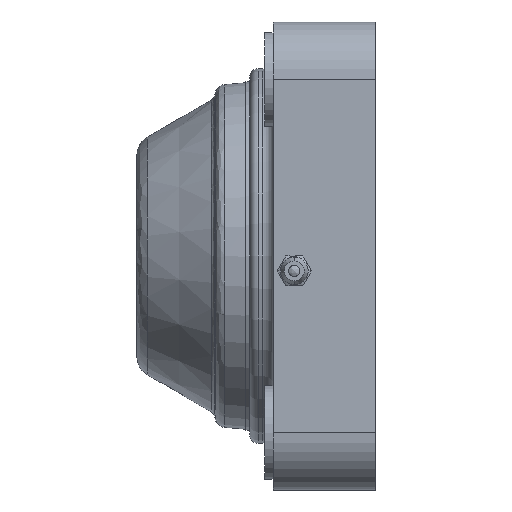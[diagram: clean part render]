
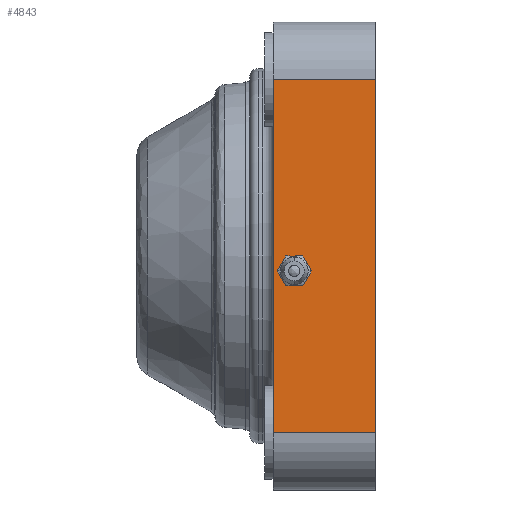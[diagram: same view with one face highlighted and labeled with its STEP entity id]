
A CAD part, left-side view. The second image highlights one B-rep face of the part: STEP entity #4843.
In plain terms, the highlighted planar face has unit normal (-1, 0, 0).
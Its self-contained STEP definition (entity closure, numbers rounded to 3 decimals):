
#339 = CARTESIAN_POINT ( 'NONE',  ( -55., 0., -41.5 ) ) ;
#940 = VERTEX_POINT ( 'NONE', #6095 ) ;
#959 = ORIENTED_EDGE ( 'NONE', *, *, #6114, .F. ) ;
#1032 = CARTESIAN_POINT ( 'NONE',  ( -55., 0., -41.5 ) ) ;
#1304 = DIRECTION ( 'NONE',  ( 0., 1., 0. ) ) ;
#1520 = VERTEX_POINT ( 'NONE', #5039 ) ;
#1539 = EDGE_CURVE ( 'NONE', #940, #1520, #5589, .T. ) ;
#1541 = DIRECTION ( 'NONE',  ( -1., 0., 0. ) ) ;
#1746 = DIRECTION ( 'NONE',  ( 0., 0., 1. ) ) ;
#2212 = DIRECTION ( 'NONE',  ( 0., 0., 1. ) ) ;
#2359 = VECTOR ( 'NONE', #1304, 1000. ) ;
#2360 = VERTEX_POINT ( 'NONE', #339 ) ;
#2433 = FACE_OUTER_BOUND ( 'NONE', #6690, .T. ) ;
#2703 = CARTESIAN_POINT ( 'NONE',  ( -55., 0., 41.5 ) ) ;
#3166 = LINE ( 'NONE', #5802, #2359 ) ;
#3592 = AXIS2_PLACEMENT_3D ( 'NONE', #6409, #1541, #2212 ) ;
#3733 = ORIENTED_EDGE ( 'NONE', *, *, #8065, .F. ) ;
#4178 = DIRECTION ( 'NONE',  ( 0., 0., 1. ) ) ;
#4292 = CARTESIAN_POINT ( 'NONE',  ( -55., -24., -41.5 ) ) ;
#4476 = PLANE ( 'NONE',  #3592 ) ;
#4843 = ADVANCED_FACE ( 'NONE', ( #2433 ), #4476, .T. ) ;
#5039 = CARTESIAN_POINT ( 'NONE',  ( -55., -24., 41.5 ) ) ;
#5568 = LINE ( 'NONE', #1032, #7263 ) ;
#5589 = LINE ( 'NONE', #4292, #8434 ) ;
#5769 = DIRECTION ( 'NONE',  ( 0., 1., 0. ) ) ;
#5802 = CARTESIAN_POINT ( 'NONE',  ( -55., -24., -41.5 ) ) ;
#5890 = VERTEX_POINT ( 'NONE', #2703 ) ;
#6037 = VECTOR ( 'NONE', #5769, 1000. ) ;
#6095 = CARTESIAN_POINT ( 'NONE',  ( -55., -24., -41.5 ) ) ;
#6114 = EDGE_CURVE ( 'NONE', #940, #2360, #3166, .T. ) ;
#6353 = ORIENTED_EDGE ( 'NONE', *, *, #8503, .T. ) ;
#6409 = CARTESIAN_POINT ( 'NONE',  ( -55., -24., -41.5 ) ) ;
#6460 = CARTESIAN_POINT ( 'NONE',  ( -55., -24., 41.5 ) ) ;
#6690 = EDGE_LOOP ( 'NONE', ( #3733, #959, #7987, #6353 ) ) ;
#7263 = VECTOR ( 'NONE', #4178, 1000. ) ;
#7987 = ORIENTED_EDGE ( 'NONE', *, *, #1539, .T. ) ;
#8065 = EDGE_CURVE ( 'NONE', #2360, #5890, #5568, .T. ) ;
#8392 = LINE ( 'NONE', #6460, #6037 ) ;
#8434 = VECTOR ( 'NONE', #1746, 1000. ) ;
#8503 = EDGE_CURVE ( 'NONE', #1520, #5890, #8392, .T. ) ;
